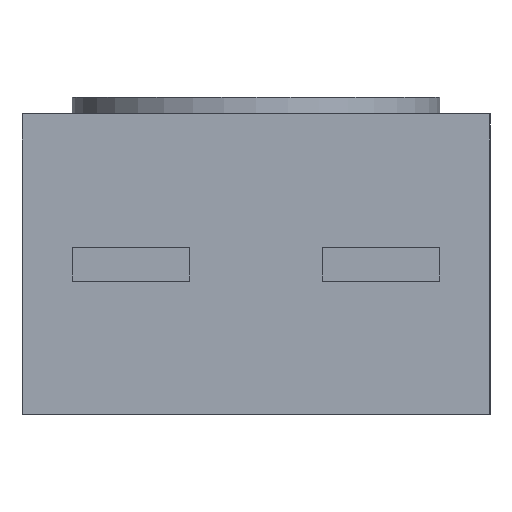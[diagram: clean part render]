
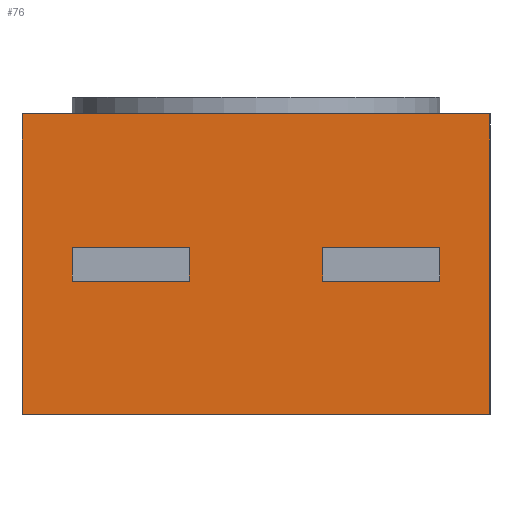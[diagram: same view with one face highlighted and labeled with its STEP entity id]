
A CAD part, left-side view. The second image highlights one B-rep face of the part: STEP entity #76.
In plain terms, the highlighted planar face has unit normal (-1, 0, 0).
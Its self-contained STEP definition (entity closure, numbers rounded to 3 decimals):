
#76=ADVANCED_FACE('',(#137,#138,#139),#106,.F.);
#106=PLANE('',#579);
#137=FACE_BOUND('',#148,.T.);
#138=FACE_BOUND('',#149,.T.);
#139=FACE_BOUND('',#150,.T.);
#148=EDGE_LOOP('',(#204,#205,#206,#207));
#149=EDGE_LOOP('',(#208,#209,#210,#211));
#150=EDGE_LOOP('',(#212,#213,#214,#215));
#204=ORIENTED_EDGE('',*,*,#383,.F.);
#205=ORIENTED_EDGE('',*,*,#384,.T.);
#206=ORIENTED_EDGE('',*,*,#385,.T.);
#207=ORIENTED_EDGE('',*,*,#386,.F.);
#208=ORIENTED_EDGE('',*,*,#387,.T.);
#209=ORIENTED_EDGE('',*,*,#377,.F.);
#210=ORIENTED_EDGE('',*,*,#382,.F.);
#211=ORIENTED_EDGE('',*,*,#388,.T.);
#212=ORIENTED_EDGE('',*,*,#389,.F.);
#213=ORIENTED_EDGE('',*,*,#390,.F.);
#214=ORIENTED_EDGE('',*,*,#391,.T.);
#215=ORIENTED_EDGE('',*,*,#392,.T.);
#330=VERTEX_POINT('',#778);
#331=VERTEX_POINT('',#780);
#333=VERTEX_POINT('',#787);
#334=VERTEX_POINT('',#791);
#335=VERTEX_POINT('',#792);
#336=VERTEX_POINT('',#794);
#337=VERTEX_POINT('',#796);
#338=VERTEX_POINT('',#799);
#339=VERTEX_POINT('',#802);
#340=VERTEX_POINT('',#803);
#341=VERTEX_POINT('',#805);
#342=VERTEX_POINT('',#807);
#377=EDGE_CURVE('',#330,#331,#445,.T.);
#382=EDGE_CURVE('',#333,#330,#449,.T.);
#383=EDGE_CURVE('',#334,#335,#450,.T.);
#384=EDGE_CURVE('',#334,#336,#451,.T.);
#385=EDGE_CURVE('',#336,#337,#452,.T.);
#386=EDGE_CURVE('',#335,#337,#453,.T.);
#387=EDGE_CURVE('',#338,#331,#454,.T.);
#388=EDGE_CURVE('',#333,#338,#455,.T.);
#389=EDGE_CURVE('',#339,#340,#456,.T.);
#390=EDGE_CURVE('',#341,#339,#457,.T.);
#391=EDGE_CURVE('',#341,#342,#458,.T.);
#392=EDGE_CURVE('',#342,#340,#459,.T.);
#445=LINE('',#779,#511);
#449=LINE('',#788,#515);
#450=LINE('',#790,#516);
#451=LINE('',#793,#517);
#452=LINE('',#795,#518);
#453=LINE('',#797,#519);
#454=LINE('',#798,#520);
#455=LINE('',#800,#521);
#456=LINE('',#801,#522);
#457=LINE('',#804,#523);
#458=LINE('',#806,#524);
#459=LINE('',#808,#525);
#511=VECTOR('',#630,1.);
#515=VECTOR('',#638,1.);
#516=VECTOR('',#641,1.);
#517=VECTOR('',#642,1.);
#518=VECTOR('',#643,1.);
#519=VECTOR('',#644,1.);
#520=VECTOR('',#645,1.);
#521=VECTOR('',#646,1.);
#522=VECTOR('',#647,1.);
#523=VECTOR('',#648,1.);
#524=VECTOR('',#649,1.);
#525=VECTOR('',#650,1.);
#579=AXIS2_PLACEMENT_3D('',#809,#651,#652);
#630=DIRECTION('',(0.,0.,-1.));
#638=DIRECTION('',(0.,-1.,0.));
#641=DIRECTION('',(0.,0.,1.));
#642=DIRECTION('',(0.,1.,0.));
#643=DIRECTION('',(0.,0.,1.));
#644=DIRECTION('',(0.,1.,0.));
#645=DIRECTION('',(0.,-1.,0.));
#646=DIRECTION('',(0.,0.,-1.));
#647=DIRECTION('',(0.,1.,0.));
#648=DIRECTION('',(0.,0.,1.));
#649=DIRECTION('',(0.,1.,0.));
#650=DIRECTION('',(0.,0.,1.));
#651=DIRECTION('',(1.,0.,0.));
#652=DIRECTION('',(0.,0.,-1.));
#778=CARTESIAN_POINT('',(-1.6,-1.4,1.8));
#779=CARTESIAN_POINT('',(-1.6,-1.4,1.8));
#780=CARTESIAN_POINT('',(-1.6,-1.4,0.));
#787=CARTESIAN_POINT('',(-1.6,1.4,1.8));
#788=CARTESIAN_POINT('',(-1.6,1.4,1.8));
#790=CARTESIAN_POINT('',(-1.6,0.4,0.8));
#791=CARTESIAN_POINT('',(-1.6,0.4,0.8));
#792=CARTESIAN_POINT('',(-1.6,0.4,1.));
#793=CARTESIAN_POINT('',(-1.6,0.4,0.8));
#794=CARTESIAN_POINT('',(-1.6,1.1,0.8));
#795=CARTESIAN_POINT('',(-1.6,1.1,0.8));
#796=CARTESIAN_POINT('',(-1.6,1.1,1.));
#797=CARTESIAN_POINT('',(-1.6,0.4,1.));
#798=CARTESIAN_POINT('',(-1.6,1.4,0.));
#799=CARTESIAN_POINT('',(-1.6,1.4,0.));
#800=CARTESIAN_POINT('',(-1.6,1.4,1.8));
#801=CARTESIAN_POINT('',(-1.6,-1.1,1.));
#802=CARTESIAN_POINT('',(-1.6,-1.1,1.));
#803=CARTESIAN_POINT('',(-1.6,-0.4,1.));
#804=CARTESIAN_POINT('',(-1.6,-1.1,0.8));
#805=CARTESIAN_POINT('',(-1.6,-1.1,0.8));
#806=CARTESIAN_POINT('',(-1.6,-1.1,0.8));
#807=CARTESIAN_POINT('',(-1.6,-0.4,0.8));
#808=CARTESIAN_POINT('',(-1.6,-0.4,0.8));
#809=CARTESIAN_POINT('',(-1.6,1.4,1.8));
